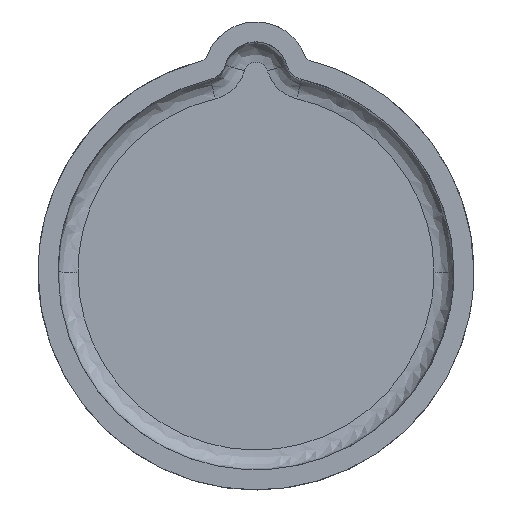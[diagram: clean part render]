
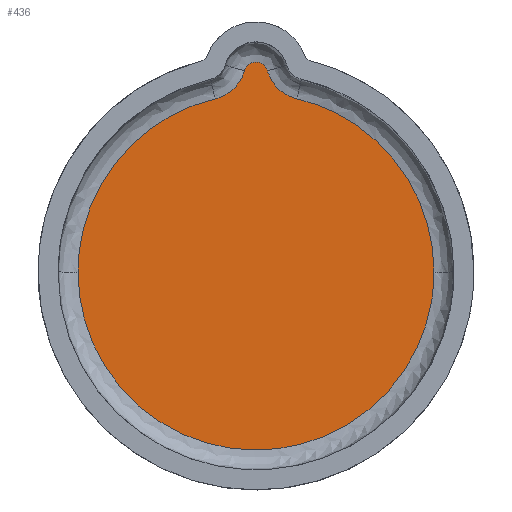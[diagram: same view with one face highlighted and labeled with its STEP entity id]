
A CAD part, top view. The second image highlights one B-rep face of the part: STEP entity #436.
In plain terms, the highlighted free-form (B-spline) face has degree [1, 1] with [2, 2] control points.
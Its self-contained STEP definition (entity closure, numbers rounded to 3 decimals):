
#24 = VERTEX_POINT('',#25);
#25 = CARTESIAN_POINT('',(-59.523,0.,0.));
#31 = EDGE_CURVE('',#24,#32,#34,.T.);
#32 = VERTEX_POINT('',#33);
#33 = CARTESIAN_POINT('',(59.523,0.,0.));
#34 = ( BOUNDED_CURVE() B_SPLINE_CURVE(2,(#35,#36,#37,#38,#39),
.UNSPECIFIED.,.F.,.F.) B_SPLINE_CURVE_WITH_KNOTS((3,2,3),(0.,
1.571,3.142),.PIECEWISE_BEZIER_KNOTS.) CURVE() 
GEOMETRIC_REPRESENTATION_ITEM() RATIONAL_B_SPLINE_CURVE((1.,
0.707,1.,0.707,1.)) REPRESENTATION_ITEM('') );
#35 = CARTESIAN_POINT('',(-59.523,0.,0.));
#36 = CARTESIAN_POINT('',(-59.523,-59.523,0.));
#37 = CARTESIAN_POINT('',(0.,-59.523,0.));
#38 = CARTESIAN_POINT('',(59.523,-59.523,0.));
#39 = CARTESIAN_POINT('',(59.523,0.,0.));
#79 = VERTEX_POINT('',#80);
#80 = CARTESIAN_POINT('',(-13.66,57.935,0.));
#86 = EDGE_CURVE('',#79,#24,#87,.T.);
#87 = ( BOUNDED_CURVE() B_SPLINE_CURVE(2,(#88,#89,#90),.UNSPECIFIED.,.F.
,.F.) B_SPLINE_CURVE_WITH_KNOTS((3,3),(4.944,6.283),
.PIECEWISE_BEZIER_KNOTS.) CURVE() GEOMETRIC_REPRESENTATION_ITEM() 
RATIONAL_B_SPLINE_CURVE((1.,0.784,1.)) REPRESENTATION_ITEM('') 
  );
#88 = CARTESIAN_POINT('',(-13.66,57.935,0.));
#89 = CARTESIAN_POINT('',(-59.523,47.121,0.));
#90 = CARTESIAN_POINT('',(-59.523,0.,0.));
#436 = ADVANCED_FACE('',(#437),#471,.F.);
#437 = FACE_BOUND('',#438,.T.);
#438 = EDGE_LOOP('',(#439,#449,#455,#456,#457,#465));
#439 = ORIENTED_EDGE('',*,*,#440,.T.);
#440 = EDGE_CURVE('',#441,#443,#445,.T.);
#441 = VERTEX_POINT('',#442);
#442 = CARTESIAN_POINT('',(3.861,67.305,0.));
#443 = VERTEX_POINT('',#444);
#444 = CARTESIAN_POINT('',(-3.861,67.305,0.));
#445 = ( BOUNDED_CURVE() B_SPLINE_CURVE(2,(#446,#447,#448),
.UNSPECIFIED.,.F.,.F.) B_SPLINE_CURVE_WITH_KNOTS((3,3),(3.418,
6.007),.PIECEWISE_BEZIER_KNOTS.) CURVE() 
GEOMETRIC_REPRESENTATION_ITEM() RATIONAL_B_SPLINE_CURVE((1.,
0.273,1.)) REPRESENTATION_ITEM('') );
#446 = CARTESIAN_POINT('',(3.861,67.305,0.));
#447 = CARTESIAN_POINT('',(0.,80.925,0.));
#448 = CARTESIAN_POINT('',(-3.861,67.305,0.));
#449 = ORIENTED_EDGE('',*,*,#450,.T.);
#450 = EDGE_CURVE('',#443,#79,#451,.T.);
#451 = ( BOUNDED_CURVE() B_SPLINE_CURVE(2,(#452,#453,#454),
.UNSPECIFIED.,.F.,.F.) B_SPLINE_CURVE_WITH_KNOTS((3,3),(3.418,
4.481),.PIECEWISE_BEZIER_KNOTS.) CURVE() 
GEOMETRIC_REPRESENTATION_ITEM() RATIONAL_B_SPLINE_CURVE((1.,
0.862,1.)) REPRESENTATION_ITEM('') );
#452 = CARTESIAN_POINT('',(-3.861,67.305,0.));
#453 = CARTESIAN_POINT('',(-6.005,59.739,0.));
#454 = CARTESIAN_POINT('',(-13.66,57.935,0.));
#455 = ORIENTED_EDGE('',*,*,#86,.T.);
#456 = ORIENTED_EDGE('',*,*,#31,.T.);
#457 = ORIENTED_EDGE('',*,*,#458,.T.);
#458 = EDGE_CURVE('',#32,#459,#461,.T.);
#459 = VERTEX_POINT('',#460);
#460 = CARTESIAN_POINT('',(13.66,57.935,0.));
#461 = ( BOUNDED_CURVE() B_SPLINE_CURVE(2,(#462,#463,#464),
.UNSPECIFIED.,.F.,.F.) B_SPLINE_CURVE_WITH_KNOTS((3,3),(3.142,
4.481),.PIECEWISE_BEZIER_KNOTS.) CURVE() 
GEOMETRIC_REPRESENTATION_ITEM() RATIONAL_B_SPLINE_CURVE((1.,
0.784,1.)) REPRESENTATION_ITEM('') );
#462 = CARTESIAN_POINT('',(59.523,0.,0.));
#463 = CARTESIAN_POINT('',(59.523,47.121,0.));
#464 = CARTESIAN_POINT('',(13.66,57.935,0.));
#465 = ORIENTED_EDGE('',*,*,#466,.T.);
#466 = EDGE_CURVE('',#459,#441,#467,.T.);
#467 = ( BOUNDED_CURVE() B_SPLINE_CURVE(2,(#468,#469,#470),
.UNSPECIFIED.,.F.,.F.) B_SPLINE_CURVE_WITH_KNOTS((3,3),(4.944,
6.007),.PIECEWISE_BEZIER_KNOTS.) CURVE() 
GEOMETRIC_REPRESENTATION_ITEM() RATIONAL_B_SPLINE_CURVE((1.,
0.862,1.)) REPRESENTATION_ITEM('') );
#468 = CARTESIAN_POINT('',(13.66,57.935,0.));
#469 = CARTESIAN_POINT('',(6.005,59.739,0.));
#470 = CARTESIAN_POINT('',(3.861,67.305,0.));
#471 = B_SPLINE_SURFACE_WITH_KNOTS('',1,1,(
    (#472,#473)
    ,(#474,#475
  )),.UNSPECIFIED.,.F.,.F.,.F.,(2,2),(2,2),(-56.515,56.515),(-87.948,
    35.243),.PIECEWISE_BEZIER_KNOTS.);
#472 = CARTESIAN_POINT('',(59.523,-59.523,0.));
#473 = CARTESIAN_POINT('',(59.523,70.224,0.));
#474 = CARTESIAN_POINT('',(-59.523,-59.523,0.));
#475 = CARTESIAN_POINT('',(-59.523,70.224,0.));
